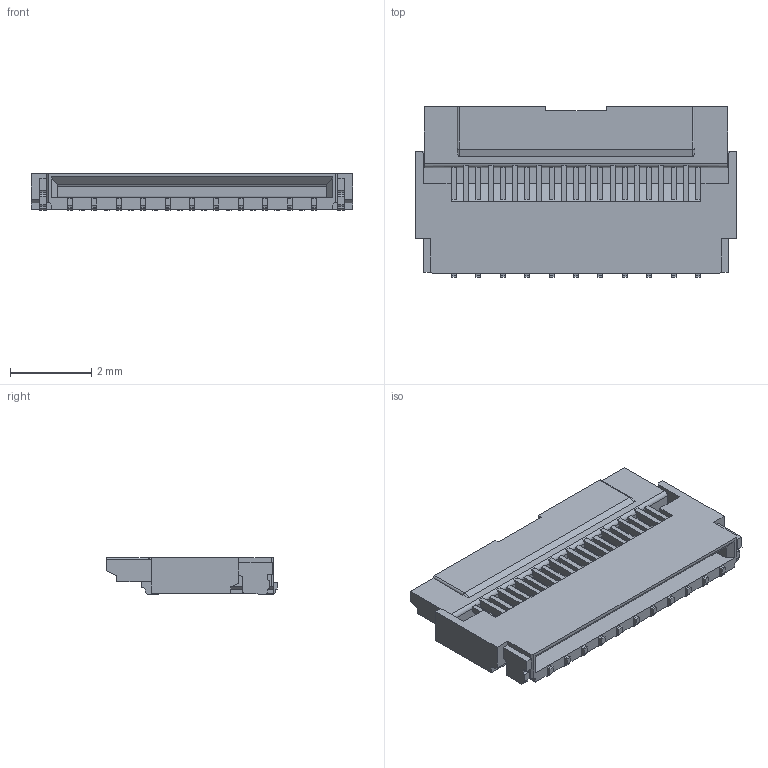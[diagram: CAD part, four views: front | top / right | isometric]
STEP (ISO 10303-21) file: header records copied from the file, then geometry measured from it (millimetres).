
FILE_DESCRIPTION(/* description */ ('STEP AP214'),/* implementation_level */ '2;1');
FILE_NAME(/* name */ 'FH35C-21S-0.3SHW.step',/* time_stamp */ '2024-11-26T23:32:30+01:00',/* author */ (''),/* organization */ (''),/* preprocessor_version */ 'ST-DEVELOPER v20',/* originating_system */ 'Autodesk Translation Framework v13.20.0.188',/* authorisation */ '');
FILE_SCHEMA (('AUTOMOTIVE_DESIGN { 1 0 10303 214 3 1 1 }'));
Length unit declared in the file: millimetre
Products named in the file (1): FPC-SMD_21P-P0.30_FH35C-21S-0.3SHW-50
Bounding box: 7.9 x 4.2 x 0.9 mm (x, y, z)
Volume: 19.4 mm3; surface area: 122.4 mm2
Topology: 1 solids, 1 shells, 457 faces, 1441 edges, 958 vertices
Faces by surface type: plane 398, cylinder 59
Entity records: 16378 total; most frequent: ORIENTED_EDGE 2882, CARTESIAN_POINT 2857, DIRECTION 2515, EDGE_CURVE 1441, LINE 1283, VECTOR 1283, VERTEX_POINT 958, AXIS2_PLACEMENT_3D 616
